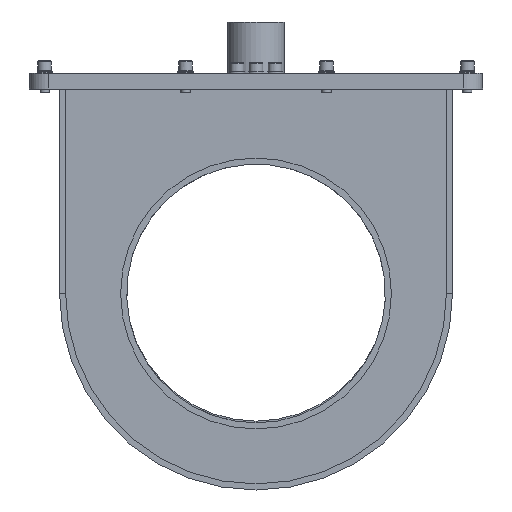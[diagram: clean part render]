
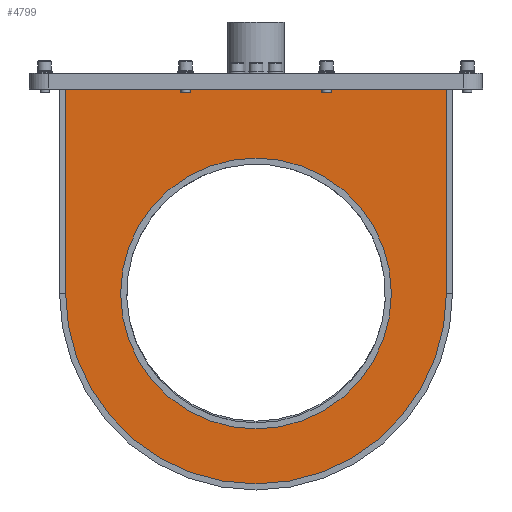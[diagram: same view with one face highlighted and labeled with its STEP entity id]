
A CAD part, front view. The second image highlights one B-rep face of the part: STEP entity #4799.
In plain terms, the highlighted planar face has unit normal (0, -1, 0).
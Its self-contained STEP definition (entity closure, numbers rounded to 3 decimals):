
#60 = VERTEX_POINT ( 'NONE', #1619 ) ;
#439 = DIRECTION ( 'NONE',  ( 0., -1., 0. ) ) ;
#795 = AXIS2_PLACEMENT_3D ( 'NONE', #3060, #439, #13445 ) ;
#824 = ORIENTED_EDGE ( 'NONE', *, *, #6489, .F. ) ;
#1464 = VERTEX_POINT ( 'NONE', #2305 ) ;
#1489 = ORIENTED_EDGE ( 'NONE', *, *, #4208, .T. ) ;
#1619 = CARTESIAN_POINT ( 'NONE',  ( -292.948, -166.529, 265.477 ) ) ;
#1803 = FACE_OUTER_BOUND ( 'NONE', #10227, .T. ) ;
#1880 = VERTEX_POINT ( 'NONE', #9790 ) ;
#2305 = CARTESIAN_POINT ( 'NONE',  ( -292.948, -166.529, -2.973 ) ) ;
#2560 = DIRECTION ( 'NONE',  ( 0., 0., -1. ) ) ;
#3060 = CARTESIAN_POINT ( 'NONE',  ( -42.948, -166.529, -2.973 ) ) ;
#3226 = EDGE_CURVE ( 'NONE', #60, #1880, #11370, .T. ) ;
#4208 = EDGE_CURVE ( 'NONE', #15165, #15165, #15676, .T. ) ;
#4411 = ORIENTED_EDGE ( 'NONE', *, *, #13644, .T. ) ;
#4799 = ADVANCED_FACE ( 'NONE', ( #17358, #1803 ), #7451, .T. ) ;
#5892 = CARTESIAN_POINT ( 'NONE',  ( 207.052, -166.529, -2.973 ) ) ;
#6162 = DIRECTION ( 'NONE',  ( 0., 0., -1. ) ) ;
#6489 = EDGE_CURVE ( 'NONE', #1880, #17295, #16246, .T. ) ;
#7180 = DIRECTION ( 'NONE',  ( 1., 0., 0. ) ) ;
#7451 = PLANE ( 'NONE',  #795 ) ;
#8843 = ORIENTED_EDGE ( 'NONE', *, *, #3226, .F. ) ;
#9099 = EDGE_CURVE ( 'NONE', #60, #1464, #18005, .T. ) ;
#9128 = CIRCLE ( 'NONE', #14159, 250. ) ;
#9181 = CARTESIAN_POINT ( 'NONE',  ( 207.052, -166.529, 265.477 ) ) ;
#9790 = CARTESIAN_POINT ( 'NONE',  ( 207.052, -166.529, 265.477 ) ) ;
#10227 = EDGE_LOOP ( 'NONE', ( #16647, #4411, #824, #8843 ) ) ;
#11024 = CARTESIAN_POINT ( 'NONE',  ( -292.948, -166.529, 265.477 ) ) ;
#11370 = LINE ( 'NONE', #16925, #17823 ) ;
#12503 = VECTOR ( 'NONE', #14851, 1000. ) ;
#13148 = EDGE_LOOP ( 'NONE', ( #1489 ) ) ;
#13222 = CARTESIAN_POINT ( 'NONE',  ( -42.948, -166.529, -2.973 ) ) ;
#13445 = DIRECTION ( 'NONE',  ( 0., 0., -1. ) ) ;
#13644 = EDGE_CURVE ( 'NONE', #1464, #17295, #9128, .T. ) ;
#13796 = DIRECTION ( 'NONE',  ( 0., 0., -1. ) ) ;
#14159 = AXIS2_PLACEMENT_3D ( 'NONE', #13222, #14505, #6162 ) ;
#14184 = AXIS2_PLACEMENT_3D ( 'NONE', #15464, #15362, #2560 ) ;
#14505 = DIRECTION ( 'NONE',  ( 0., -1., 0. ) ) ;
#14851 = DIRECTION ( 'NONE',  ( 0., 0., -1. ) ) ;
#15165 = VERTEX_POINT ( 'NONE', #16468 ) ;
#15362 = DIRECTION ( 'NONE',  ( 0., 1., 0. ) ) ;
#15464 = CARTESIAN_POINT ( 'NONE',  ( -42.948, -166.529, -2.973 ) ) ;
#15676 = CIRCLE ( 'NONE', #14184, 177.8 ) ;
#16246 = LINE ( 'NONE', #9181, #12503 ) ;
#16468 = CARTESIAN_POINT ( 'NONE',  ( -42.948, -166.529, -180.773 ) ) ;
#16647 = ORIENTED_EDGE ( 'NONE', *, *, #9099, .T. ) ;
#16925 = CARTESIAN_POINT ( 'NONE',  ( -292.948, -166.529, 265.477 ) ) ;
#17295 = VERTEX_POINT ( 'NONE', #5892 ) ;
#17358 = FACE_BOUND ( 'NONE', #13148, .T. ) ;
#17823 = VECTOR ( 'NONE', #7180, 1000. ) ;
#17883 = VECTOR ( 'NONE', #13796, 1000. ) ;
#18005 = LINE ( 'NONE', #11024, #17883 ) ;
